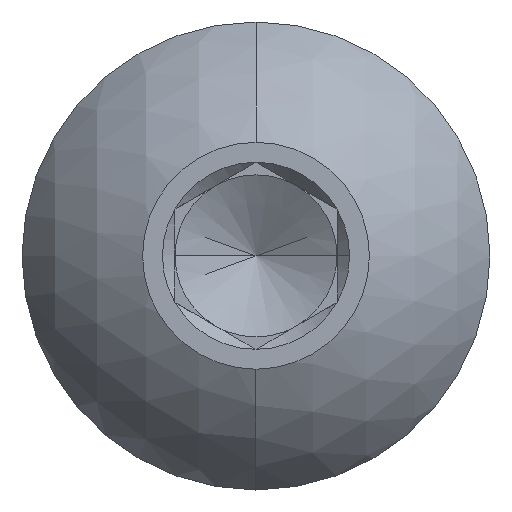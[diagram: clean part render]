
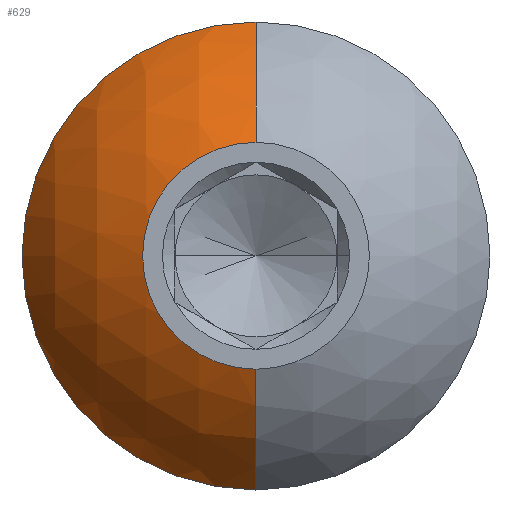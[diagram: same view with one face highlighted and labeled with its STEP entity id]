
A CAD part, top view. The second image highlights one B-rep face of the part: STEP entity #629.
In plain terms, the highlighted spherical face has radius 5.246 mm.
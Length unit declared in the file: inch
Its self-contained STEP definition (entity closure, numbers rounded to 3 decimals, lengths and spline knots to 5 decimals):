
#25 = ORIENTED_EDGE ( 'NONE', *, *, #346, .T. ) ;
#34 = DIRECTION ( 'NONE',  ( 0., -1., 0. ) ) ;
#69 = CARTESIAN_POINT ( 'NONE',  ( 0., 0., 0.15129 ) ) ;
#70 = CIRCLE ( 'NONE', #800, 0.1805 ) ;
#75 = EDGE_CURVE ( 'NONE', #513, #189, #305, .T. ) ;
#100 = AXIS2_PLACEMENT_3D ( 'NONE', #804, #376, #34 ) ;
#105 = DIRECTION ( 'NONE',  ( -1., 0., 0. ) ) ;
#183 = VERTEX_POINT ( 'NONE', #592 ) ;
#189 = VERTEX_POINT ( 'NONE', #548 ) ;
#196 = CIRCLE ( 'NONE', #420, 0.1805 ) ;
#221 = CIRCLE ( 'NONE', #340, 0.0875 ) ;
#235 = ORIENTED_EDGE ( 'NONE', *, *, #478, .T. ) ;
#273 = CARTESIAN_POINT ( 'NONE',  ( 0., 0., 0.238 ) ) ;
#290 = DIRECTION ( 'NONE',  ( 1., 0., 0. ) ) ;
#305 = CIRCLE ( 'NONE', #837, 0.20652 ) ;
#317 = ORIENTED_EDGE ( 'NONE', *, *, #858, .T. ) ;
#340 = AXIS2_PLACEMENT_3D ( 'NONE', #273, #827, #465 ) ;
#346 = EDGE_CURVE ( 'NONE', #396, #427, #419, .T. ) ;
#363 = DIRECTION ( 'NONE',  ( 0., 0., 1. ) ) ;
#376 = DIRECTION ( 'NONE',  ( -1., 0., 0. ) ) ;
#396 = VERTEX_POINT ( 'NONE', #589 ) ;
#419 = CIRCLE ( 'NONE', #100, 0.20652 ) ;
#420 = AXIS2_PLACEMENT_3D ( 'NONE', #69, #486, #635 ) ;
#427 = VERTEX_POINT ( 'NONE', #599 ) ;
#465 = DIRECTION ( 'NONE',  ( 1., 0., 0. ) ) ;
#478 = EDGE_CURVE ( 'NONE', #513, #183, #70, .T. ) ;
#484 = SPHERICAL_SURFACE ( 'NONE', #860, 0.20652 ) ;
#486 = DIRECTION ( 'NONE',  ( 0., 0., 1. ) ) ;
#508 = DIRECTION ( 'NONE',  ( 0., 1., 0. ) ) ;
#513 = VERTEX_POINT ( 'NONE', #558 ) ;
#537 = EDGE_LOOP ( 'NONE', ( #317, #25, #704, #814, #235 ) ) ;
#548 = CARTESIAN_POINT ( 'NONE',  ( 0., 0.0875, 0.238 ) ) ;
#558 = CARTESIAN_POINT ( 'NONE',  ( 0., 0.1805, 0.15129 ) ) ;
#562 = DIRECTION ( 'NONE',  ( 0., 0., -1. ) ) ;
#589 = CARTESIAN_POINT ( 'NONE',  ( 0., -0.1805, 0.15129 ) ) ;
#592 = CARTESIAN_POINT ( 'NONE',  ( -0.1805, 0., 0.15129 ) ) ;
#599 = CARTESIAN_POINT ( 'NONE',  ( 0., -0.0875, 0.238 ) ) ;
#622 = FACE_OUTER_BOUND ( 'NONE', #537, .T. ) ;
#629 = ADVANCED_FACE ( 'NONE', ( #622 ), #484, .T. ) ;
#635 = DIRECTION ( 'NONE',  ( 1., 0., 0. ) ) ;
#704 = ORIENTED_EDGE ( 'NONE', *, *, #794, .F. ) ;
#708 = CARTESIAN_POINT ( 'NONE',  ( 0., 0., 0.15129 ) ) ;
#719 = DIRECTION ( 'NONE',  ( 1., 0., 0. ) ) ;
#778 = CARTESIAN_POINT ( 'NONE',  ( 0., 0., 0.05093 ) ) ;
#794 = EDGE_CURVE ( 'NONE', #189, #427, #221, .T. ) ;
#800 = AXIS2_PLACEMENT_3D ( 'NONE', #708, #363, #719 ) ;
#804 = CARTESIAN_POINT ( 'NONE',  ( 0., 0., 0.05093 ) ) ;
#814 = ORIENTED_EDGE ( 'NONE', *, *, #75, .F. ) ;
#827 = DIRECTION ( 'NONE',  ( 0., 0., 1. ) ) ;
#837 = AXIS2_PLACEMENT_3D ( 'NONE', #852, #290, #562 ) ;
#852 = CARTESIAN_POINT ( 'NONE',  ( 0., 0., 0.05093 ) ) ;
#858 = EDGE_CURVE ( 'NONE', #183, #396, #196, .T. ) ;
#860 = AXIS2_PLACEMENT_3D ( 'NONE', #778, #105, #508 ) ;
